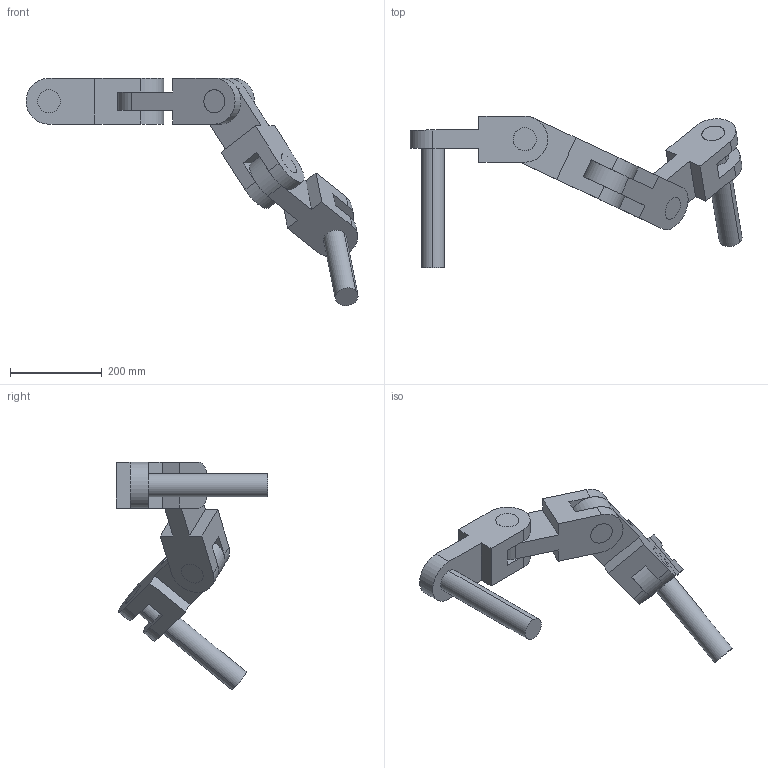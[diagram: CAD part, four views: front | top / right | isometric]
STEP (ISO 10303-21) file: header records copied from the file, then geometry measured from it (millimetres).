
FILE_DESCRIPTION (( 'STEP AP214' ), '1' );
FILE_NAME ('Ej 3 version 2.STEP', '2022-09-07T17:19:06', ( '' ), ( '' ), 'SwSTEP 2.0', 'SolidWorks 2022', '' );
FILE_SCHEMA (( 'AUTOMOTIVE_DESIGN' ));
Length unit declared in the file: millimetre
Products named in the file (4): Ej 3 version 2; Examen EJER3-1; Examen EJER3-3; Examen EJER3-2
Assembly tree (9 placements, depth 2):
  Ej 3 version 2
    Examen EJER3-1  x2
    Examen EJER3-2  x3
    Examen EJER3-3  x4
Bounding box: 723.23 x 330 x 495.44 mm (x, y, z)
Volume: 7352544 mm3; surface area: 669794.2 mm2
Topology: 9 solids, 9 shells, 100 faces, 246 edges, 164 vertices
Faces by surface type: plane 54, cylinder 46
Entity records: 1030 total; most frequent: DIRECTION 172, CARTESIAN_POINT 150, ORIENTED_EDGE 132, AXIS2_PLACEMENT_3D 66, EDGE_CURVE 66, VERTEX_POINT 44, LINE 40, VECTOR 40
